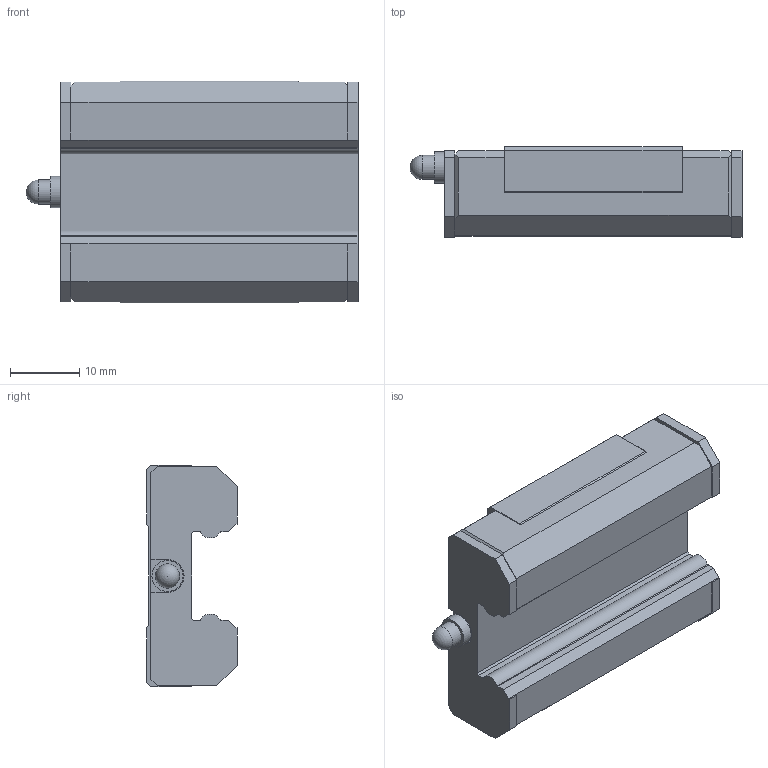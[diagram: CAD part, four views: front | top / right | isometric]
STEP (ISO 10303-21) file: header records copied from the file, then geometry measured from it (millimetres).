
FILE_DESCRIPTION(/* description */ ('STEP AP214'),/* implementation_level */ '2;1');
FILE_NAME(/* name */ 'SRS15GMUU(GK) BLOCK(PB1071)',/* time_stamp */ '2023-02-06T13:01:46+01:00',/* author */ ('License CC BY-ND 4.0'),/* organization */ ('CADENAS'),/* preprocessor_version */ 'ST-DEVELOPER v18.102',/* originating_system */ 'PARTsolutions',/* authorisation */ ' ');
FILE_SCHEMA (('AUTOMOTIVE_DESIGN {1 0 10303 214 3 1 1}'));
Length unit declared in the file: millimetre
Products named in the file (3): SRS15GMUU(GK) BLOCK(PB1071); PB107-SRS Grease Nipple Joint; SRS15GMUUPB1071S
Assembly tree (2 placements, depth 2):
  SRS15GMUU(GK) BLOCK(PB1071)
    PB107-SRS Grease Nipple Joint
    SRS15GMUUPB1071S
Bounding box: 48 x 13.1 x 32 mm (x, y, z)
Volume: 13323.2 mm3; surface area: 5218.3 mm2
Topology: 2 solids, 2 shells, 109 faces, 286 edges, 184 vertices
Faces by surface type: plane 81, cylinder 19, cone 8, sphere 1
Full cylindrical faces by diameter (mm): 2.459 x4, 3 x3, 3.5 x1, 4.5 x1
Entity records: 3213 total; most frequent: CARTESIAN_POINT 548, DIRECTION 524, ORIENTED_EDGE 516, EDGE_CURVE 258, LINE 216, VECTOR 216, VERTEX_POINT 178, AXIS2_PLACEMENT_3D 154
